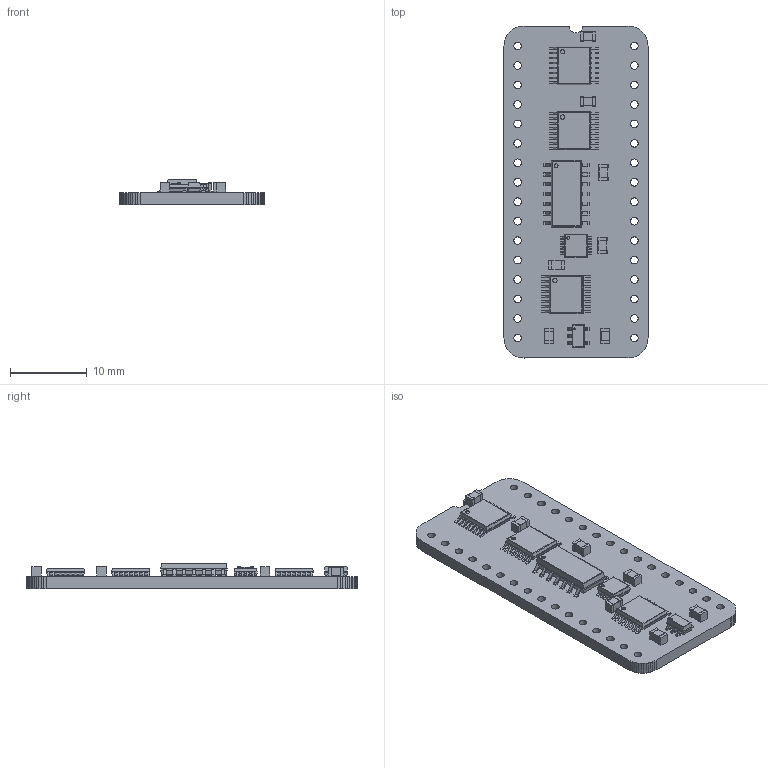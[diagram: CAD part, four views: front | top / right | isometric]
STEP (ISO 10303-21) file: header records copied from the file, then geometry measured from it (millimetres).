
FILE_DESCRIPTION(('KiCad electronic assembly'),'2;1');
FILE_NAME('SNES Controller Clock.step','2024-02-08T12:50:59',('Pcbnew'), ('Kicad'),'Open CASCADE STEP processor 7.6','KiCad to STEP converter', 'Unknown');
FILE_SCHEMA(('AUTOMOTIVE_DESIGN { 1 0 10303 214 1 1 1 1 }'));
Length unit declared in the file: millimetre
Products named in the file (12): SNES Controller Clock 1; C_0805_2012Metric; SOLID; 74LVC2G32DP,125; COMPOUND; AP7365-33WG-7; MC74ACT86DG; MC74VHC139DR2G; SNES Controller Clock PCB
Assembly tree (19 placements, depth 3):
  SNES Controller Clock 1
    C_0805_2012Metric  x7
      SOLID
    74LVC2G32DP,125
      COMPOUND
    AP7365-33WG-7
      COMPOUND
    MC74ACT86DG
      COMPOUND
    MC74VHC139DR2G  x3
      COMPOUND
    SNES Controller Clock PCB
Bounding box: 18.8 x 43.33 x 3.38 mm (x, y, z)
Volume: 1389.1 mm3; surface area: 2416.8 mm2
Topology: 89 solids, 89 shells, 1421 faces, 3573 edges, 2350 vertices
Faces by surface type: plane 1026, cylinder 395
Full cylindrical faces by diameter (mm): 0.2 x1, 0.375 x1, 0.487 x1, 0.55 x3, 1 x32
Entity records: 50892 total; most frequent: CARTESIAN_POINT 9842, DIRECTION 7696, LINE 5157, VECTOR 5157, ORIENTED_EDGE 3982, PCURVE 3982, DEFINITIONAL_REPRESENTATION 3982, EDGE_CURVE 1991
